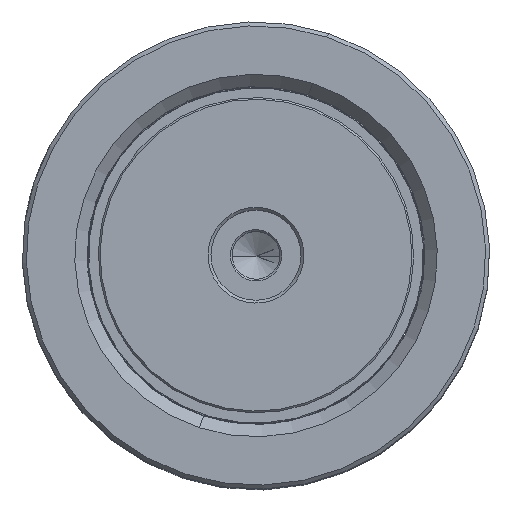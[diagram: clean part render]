
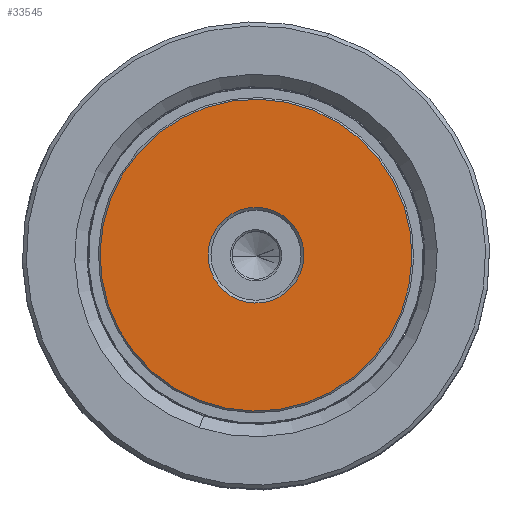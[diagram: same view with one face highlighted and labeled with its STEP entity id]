
A CAD part, top view. The second image highlights one B-rep face of the part: STEP entity #33545.
In plain terms, the highlighted face is planar.
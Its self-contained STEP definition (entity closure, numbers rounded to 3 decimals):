
#81 = CARTESIAN_POINT ( 'NONE',  ( -27.7, 0., 0. ) ) ;
#868 = DIRECTION ( 'NONE',  ( 0., 0., 1. ) ) ;
#1090 = ORIENTED_EDGE ( 'NONE', *, *, #24613, .T. ) ;
#1723 = CIRCLE ( 'NONE', #37944, 27.7 ) ;
#4844 = CIRCLE ( 'NONE', #42531, 8.5 ) ;
#6856 = ORIENTED_EDGE ( 'NONE', *, *, #36683, .T. ) ;
#7562 = AXIS2_PLACEMENT_3D ( 'NONE', #17163, #20769, #45681 ) ;
#9601 = PLANE ( 'NONE',  #12257 ) ;
#10833 = CARTESIAN_POINT ( 'NONE',  ( 0., 0., 0. ) ) ;
#11878 = ORIENTED_EDGE ( 'NONE', *, *, #15981, .T. ) ;
#12257 = AXIS2_PLACEMENT_3D ( 'NONE', #37987, #41270, #19913 ) ;
#15259 = FACE_OUTER_BOUND ( 'NONE', #44372, .T. ) ;
#15634 = CARTESIAN_POINT ( 'NONE',  ( 27.7, 0., 0. ) ) ;
#15981 = EDGE_CURVE ( 'NONE', #28847, #18257, #1723, .T. ) ;
#17163 = CARTESIAN_POINT ( 'NONE',  ( 0., 0., 0. ) ) ;
#17307 = DIRECTION ( 'NONE',  ( 0., 0., -1. ) ) ;
#17456 = CARTESIAN_POINT ( 'NONE',  ( 0., 0., 0. ) ) ;
#18257 = VERTEX_POINT ( 'NONE', #81 ) ;
#18645 = DIRECTION ( 'NONE',  ( 1., 0., 0. ) ) ;
#18759 = EDGE_LOOP ( 'NONE', ( #1090, #25611 ) ) ;
#18895 = CIRCLE ( 'NONE', #33811, 8.5 ) ;
#19805 = EDGE_CURVE ( 'NONE', #41513, #29400, #18895, .T. ) ;
#19913 = DIRECTION ( 'NONE',  ( 1., 0., 0. ) ) ;
#20769 = DIRECTION ( 'NONE',  ( 0., 0., -1. ) ) ;
#22918 = CIRCLE ( 'NONE', #7562, 27.7 ) ;
#24613 = EDGE_CURVE ( 'NONE', #29400, #41513, #4844, .T. ) ;
#25611 = ORIENTED_EDGE ( 'NONE', *, *, #19805, .T. ) ;
#28847 = VERTEX_POINT ( 'NONE', #15634 ) ;
#29400 = VERTEX_POINT ( 'NONE', #40990 ) ;
#31836 = CARTESIAN_POINT ( 'NONE',  ( 8.5, 0., 0. ) ) ;
#33545 = ADVANCED_FACE ( 'NONE', ( #15259, #45946 ), #9601, .F. ) ;
#33811 = AXIS2_PLACEMENT_3D ( 'NONE', #40352, #40820, #44247 ) ;
#34442 = DIRECTION ( 'NONE',  ( 1., 0., 0. ) ) ;
#36683 = EDGE_CURVE ( 'NONE', #18257, #28847, #22918, .T. ) ;
#37944 = AXIS2_PLACEMENT_3D ( 'NONE', #17456, #17307, #34442 ) ;
#37987 = CARTESIAN_POINT ( 'NONE',  ( 0., 0., 0. ) ) ;
#40352 = CARTESIAN_POINT ( 'NONE',  ( 0., 0., 0. ) ) ;
#40820 = DIRECTION ( 'NONE',  ( 0., 0., 1. ) ) ;
#40990 = CARTESIAN_POINT ( 'NONE',  ( -8.5, 0., 0. ) ) ;
#41270 = DIRECTION ( 'NONE',  ( 0., 0., 1. ) ) ;
#41513 = VERTEX_POINT ( 'NONE', #31836 ) ;
#42531 = AXIS2_PLACEMENT_3D ( 'NONE', #10833, #868, #18645 ) ;
#44247 = DIRECTION ( 'NONE',  ( 1., 0., 0. ) ) ;
#44372 = EDGE_LOOP ( 'NONE', ( #11878, #6856 ) ) ;
#45681 = DIRECTION ( 'NONE',  ( 1., 0., 0. ) ) ;
#45946 = FACE_BOUND ( 'NONE', #18759, .T. ) ;
